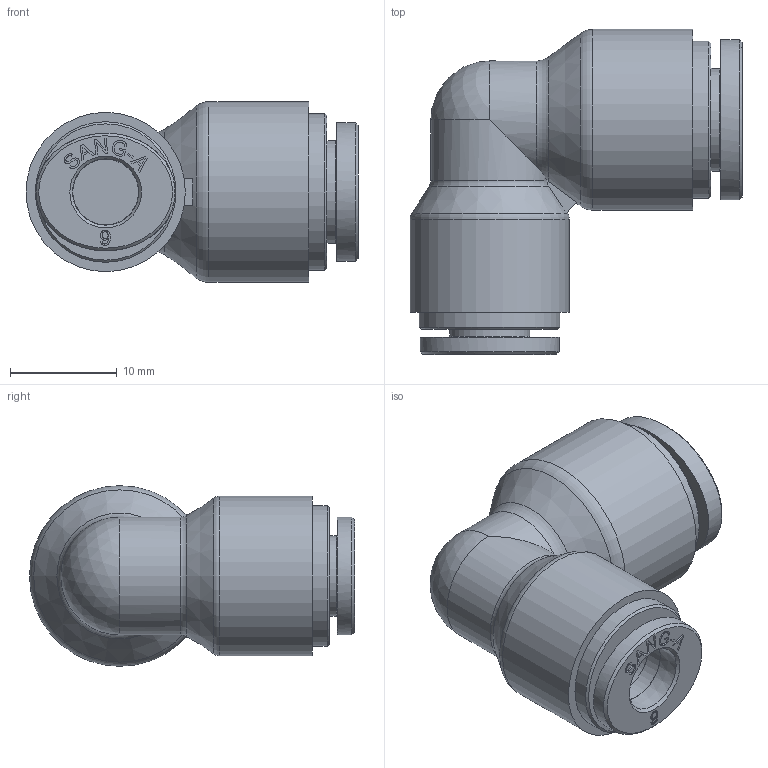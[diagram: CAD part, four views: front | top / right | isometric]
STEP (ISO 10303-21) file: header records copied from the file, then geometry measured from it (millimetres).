
FILE_DESCRIPTION((''),'2;1');
FILE_NAME('HR-PUL 0806.stp','2020-03-19T16:57:28',('user'),(''),'Autodesk Inventor 2013','Autodesk Inventor 2013','');
FILE_SCHEMA(('AUTOMOTIVE_DESIGN { 1 0 10303 214 1 1 1 1 }'));
Length unit declared in the file: millimetre
Products named in the file (8): 조립품24; HR-PUL 0806 BODY; HR-COLLAR 08; HR-Collar 08L(SUS); HR-SLEEVE 08; HR-COLLAR 06; HR-Collar 06L(SUS); HR-SLEEVE 06
Assembly tree (7 placements, depth 3):
  조립품24
    HR-PUL 0806 BODY
    HR-COLLAR 08
      HR-Collar 08L(SUS)
      HR-SLEEVE 08
    HR-COLLAR 06
      HR-Collar 06L(SUS)
      HR-SLEEVE 06
Bounding box: 31.05 x 30.4 x 16.9 mm (x, y, z)
Volume: 5471.3 mm3; surface area: 4013 mm2
Topology: 5 solids, 6 shells, 293 faces, 749 edges, 497 vertices
Faces by surface type: plane 150, bspline 115, cylinder 13, cone 9, torus 4, sphere 2
Full cylindrical faces by diameter (mm): 6.198 x1, 6.2 x1, 7.5 x1, 8.2 x3, 9.6 x1, 13.15 x1, 14.7 x1, 14.9 x1, 16.9 x1
Entity records: 9613 total; most frequent: CARTESIAN_POINT 3196, ORIENTED_EDGE 1432, DIRECTION 911, EDGE_CURVE 716, VERTEX_POINT 489, VECTOR 435, LINE 435, EDGE_LOOP 355
